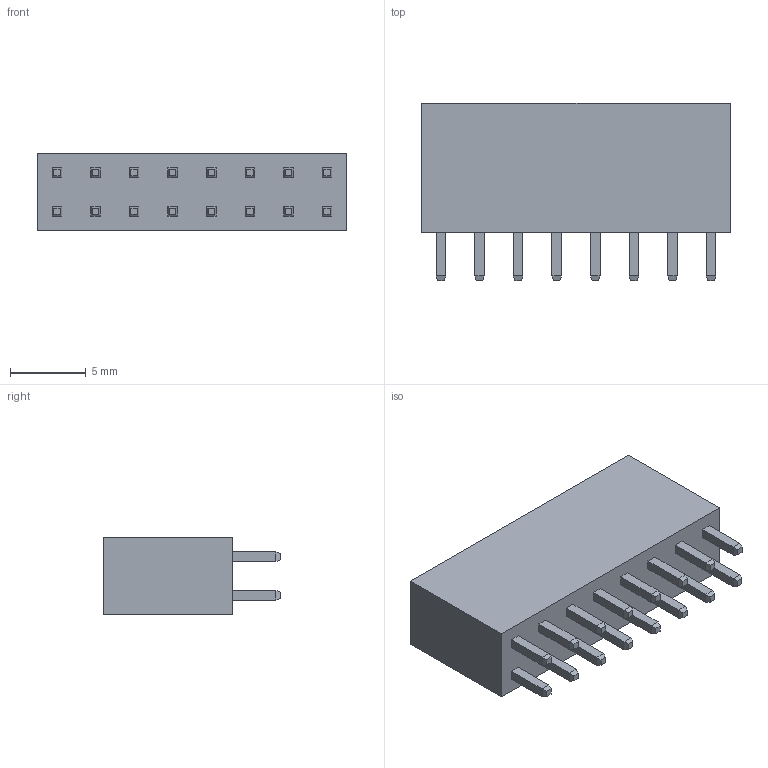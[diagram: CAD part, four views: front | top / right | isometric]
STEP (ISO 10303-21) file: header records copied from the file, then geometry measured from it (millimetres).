
FILE_DESCRIPTION (( 'STEP AP214' ), '1' );
FILE_NAME ('PBD-16.STEP', '2011-05-17T10:35:14', ( 'vpeshkov' ), ( 'licard' ), 'SwSTEP 2.0', 'SolidWorks 2009', '' );
FILE_SCHEMA (( 'AUTOMOTIVE_DESIGN' ));
Length unit declared in the file: millimetre
Products named in the file (1): PBD-16
Bounding box: 20.32 x 11.65 x 5.08 mm (x, y, z)
Volume: 750.6 mm3; surface area: 1227.2 mm2
Topology: 1 solids, 1 shells, 294 faces, 652 edges, 392 vertices
Faces by surface type: plane 294
Entity records: 9390 total; most frequent: CARTESIAN_POINT 1339, ORIENTED_EDGE 1304, DIRECTION 1242, EDGE_CURVE 652, VECTOR 652, LINE 652, VERTEX_POINT 392, EDGE_LOOP 326
